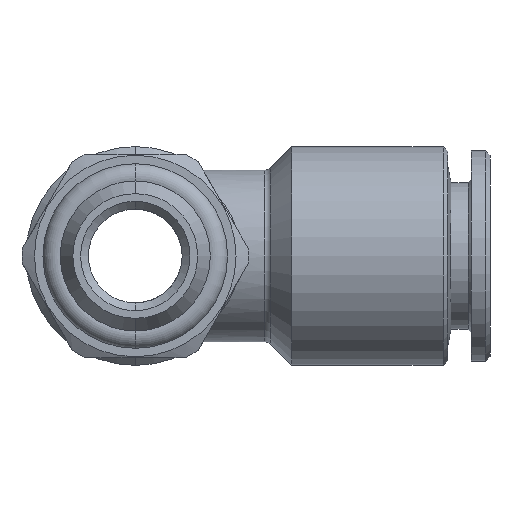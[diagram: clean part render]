
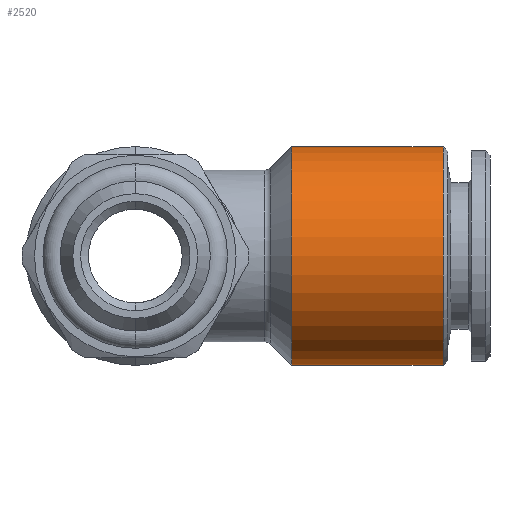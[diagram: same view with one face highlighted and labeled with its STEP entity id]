
A CAD part, front view. The second image highlights one B-rep face of the part: STEP entity #2520.
In plain terms, the highlighted cylindrical face has radius 7 mm (diameter 14 mm), a partial arc.
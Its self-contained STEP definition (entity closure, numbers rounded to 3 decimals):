
#20 = DIRECTION ( 'NONE',  ( -1., 0., 0. ) ) ;
#21 = VECTOR ( 'NONE', #20, 1000. ) ;
#26 = LINE ( 'NONE', #4349, #21 ) ;
#43 = CARTESIAN_POINT ( 'NONE',  ( 19.7, 0., -7. ) ) ;
#52 = DIRECTION ( 'NONE',  ( -1., 0., 0. ) ) ;
#53 = VECTOR ( 'NONE', #52, 1000. ) ;
#54 = CARTESIAN_POINT ( 'NONE',  ( 0., 0., -7. ) ) ;
#55 = LINE ( 'NONE', #54, #53 ) ;
#158 = CARTESIAN_POINT ( 'NONE',  ( 10., 0., -7. ) ) ;
#160 = CARTESIAN_POINT ( 'NONE',  ( 10., 0., 7. ) ) ;
#783 = DIRECTION ( 'NONE',  ( 0., 0., -1. ) ) ;
#784 = DIRECTION ( 'NONE',  ( -1., 0., 0. ) ) ;
#1086 = AXIS2_PLACEMENT_3D ( 'NONE', #1094, #784, #783 ) ;
#1087 = CIRCLE ( 'NONE', #1086, 7. ) ;
#1089 = DIRECTION ( 'NONE',  ( 0., 0., 1. ) ) ;
#1090 = DIRECTION ( 'NONE',  ( -1., 0., 0. ) ) ;
#1091 = CARTESIAN_POINT ( 'NONE',  ( 19.7, 0., 0. ) ) ;
#1092 = AXIS2_PLACEMENT_3D ( 'NONE', #1091, #1090, #1089 ) ;
#1093 = CIRCLE ( 'NONE', #1092, 7. ) ;
#1094 = CARTESIAN_POINT ( 'NONE',  ( 10., 0., 0. ) ) ;
#1917 = CARTESIAN_POINT ( 'NONE',  ( 0., 0., 0. ) ) ;
#1918 = AXIS2_PLACEMENT_3D ( 'NONE', #1917, #1943, #1942 ) ;
#1938 = CYLINDRICAL_SURFACE ( 'NONE', #1918, 7. ) ;
#1939 = FACE_OUTER_BOUND ( 'NONE', #2518, .T. ) ;
#1942 = DIRECTION ( 'NONE',  ( 0., 0., 1. ) ) ;
#1943 = DIRECTION ( 'NONE',  ( -1., 0., 0. ) ) ;
#2470 = ORIENTED_EDGE ( 'NONE', *, *, #2510, .F. ) ;
#2494 = ORIENTED_EDGE ( 'NONE', *, *, #2722, .T. ) ;
#2505 = EDGE_CURVE ( 'NONE', #2719, #2746, #1093, .T. ) ;
#2509 = ORIENTED_EDGE ( 'NONE', *, *, #2755, .F. ) ;
#2510 = EDGE_CURVE ( 'NONE', #3843, #3842, #1087, .T. ) ;
#2516 = ORIENTED_EDGE ( 'NONE', *, *, #2505, .T. ) ;
#2518 = EDGE_LOOP ( 'NONE', ( #2509, #2516, #2494, #2470 ) ) ;
#2520 = ADVANCED_FACE ( 'NONE', ( #1939 ), #1938, .T. ) ;
#2719 = VERTEX_POINT ( 'NONE', #43 ) ;
#2722 = EDGE_CURVE ( 'NONE', #2746, #3842, #26, .T. ) ;
#2746 = VERTEX_POINT ( 'NONE', #4345 ) ;
#2755 = EDGE_CURVE ( 'NONE', #2719, #3843, #55, .T. ) ;
#3842 = VERTEX_POINT ( 'NONE', #160 ) ;
#3843 = VERTEX_POINT ( 'NONE', #158 ) ;
#4345 = CARTESIAN_POINT ( 'NONE',  ( 19.7, 0., 7. ) ) ;
#4349 = CARTESIAN_POINT ( 'NONE',  ( 0., 0., 7. ) ) ;
